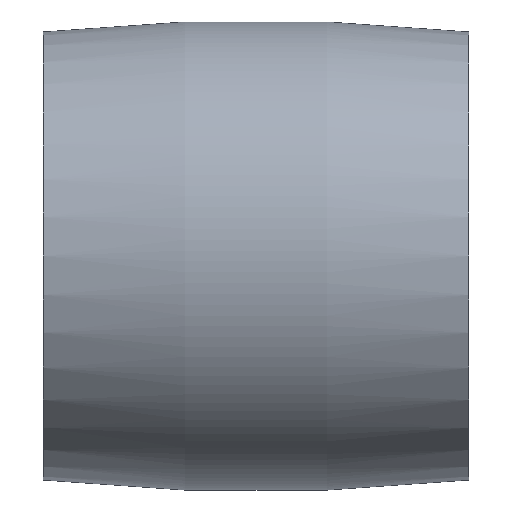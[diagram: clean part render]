
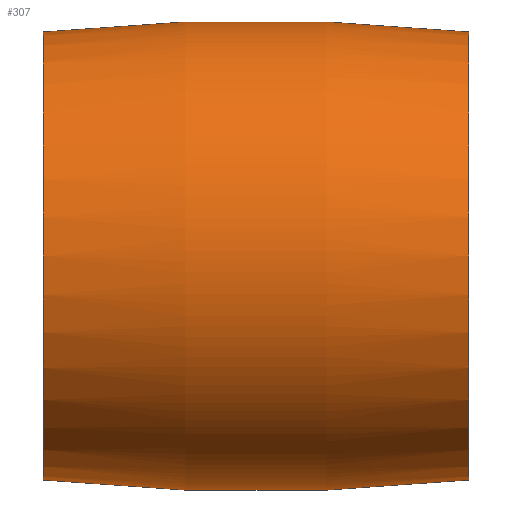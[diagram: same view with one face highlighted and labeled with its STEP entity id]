
A CAD part, front view. The second image highlights one B-rep face of the part: STEP entity #307.
In plain terms, the highlighted toroidal (fillet/blend) face has major radius 160 mm and minor radius 181 mm.
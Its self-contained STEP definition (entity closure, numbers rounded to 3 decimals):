
#63 = FACE_OUTER_BOUND ( 'NONE', #1469, .T. ) ;
#156 = ORIENTED_EDGE ( 'NONE', *, *, #1089, .F. ) ;
#162 = CARTESIAN_POINT ( 'NONE',  ( -19., 0., 20. ) ) ;
#209 = CARTESIAN_POINT ( 'NONE',  ( 19., 0., -20. ) ) ;
#279 = EDGE_CURVE ( 'NONE', #2680, #322, #2193, .T. ) ;
#307 = ADVANCED_FACE ( 'NONE', ( #63 ), #1353, .T. ) ;
#322 = VERTEX_POINT ( 'NONE', #1019 ) ;
#339 = CARTESIAN_POINT ( 'NONE',  ( 0., 0., -160. ) ) ;
#529 = EDGE_CURVE ( 'NONE', #322, #1230, #1035, .T. ) ;
#668 = CARTESIAN_POINT ( 'NONE',  ( -19., 0., 0. ) ) ;
#699 = CARTESIAN_POINT ( 'NONE',  ( 19., 0., 0. ) ) ;
#852 = ORIENTED_EDGE ( 'NONE', *, *, #529, .T. ) ;
#890 = DIRECTION ( 'NONE',  ( 0., 0., 1. ) ) ;
#928 = EDGE_CURVE ( 'NONE', #1779, #1230, #1968, .T. ) ;
#997 = AXIS2_PLACEMENT_3D ( 'NONE', #668, #1364, #890 ) ;
#1019 = CARTESIAN_POINT ( 'NONE',  ( 19., 0., 20. ) ) ;
#1035 = CIRCLE ( 'NONE', #1387, 181. ) ;
#1089 = EDGE_CURVE ( 'NONE', #2680, #1779, #1764, .T. ) ;
#1196 = DIRECTION ( 'NONE',  ( 0., 0., 1. ) ) ;
#1225 = DIRECTION ( 'NONE',  ( 0., -1., 0. ) ) ;
#1230 = VERTEX_POINT ( 'NONE', #162 ) ;
#1353 = TOROIDAL_SURFACE ( 'NONE', #2844, -160., 181. ) ;
#1364 = DIRECTION ( 'NONE',  ( -1., 0., 0. ) ) ;
#1387 = AXIS2_PLACEMENT_3D ( 'NONE', #339, #1225, #2829 ) ;
#1399 = CARTESIAN_POINT ( 'NONE',  ( 0., 0., 0. ) ) ;
#1412 = CARTESIAN_POINT ( 'NONE',  ( 0., 0., 160. ) ) ;
#1469 = EDGE_LOOP ( 'NONE', ( #156, #2453, #852, #1564 ) ) ;
#1564 = ORIENTED_EDGE ( 'NONE', *, *, #928, .F. ) ;
#1571 = AXIS2_PLACEMENT_3D ( 'NONE', #699, #1604, #2069 ) ;
#1604 = DIRECTION ( 'NONE',  ( -1., 0., 0. ) ) ;
#1660 = DIRECTION ( 'NONE',  ( 0., 1., 0. ) ) ;
#1757 = CARTESIAN_POINT ( 'NONE',  ( -19., 0., -20. ) ) ;
#1764 = CIRCLE ( 'NONE', #2597, 181. ) ;
#1779 = VERTEX_POINT ( 'NONE', #1757 ) ;
#1968 = CIRCLE ( 'NONE', #997, 20. ) ;
#2069 = DIRECTION ( 'NONE',  ( 0., 0., 1. ) ) ;
#2193 = CIRCLE ( 'NONE', #1571, 20. ) ;
#2352 = DIRECTION ( 'NONE',  ( 0., 0., 1. ) ) ;
#2453 = ORIENTED_EDGE ( 'NONE', *, *, #279, .T. ) ;
#2597 = AXIS2_PLACEMENT_3D ( 'NONE', #1412, #1660, #1196 ) ;
#2680 = VERTEX_POINT ( 'NONE', #209 ) ;
#2811 = DIRECTION ( 'NONE',  ( -1., 0., 0. ) ) ;
#2829 = DIRECTION ( 'NONE',  ( 0., 0., -1. ) ) ;
#2844 = AXIS2_PLACEMENT_3D ( 'NONE', #1399, #2811, #2352 ) ;
